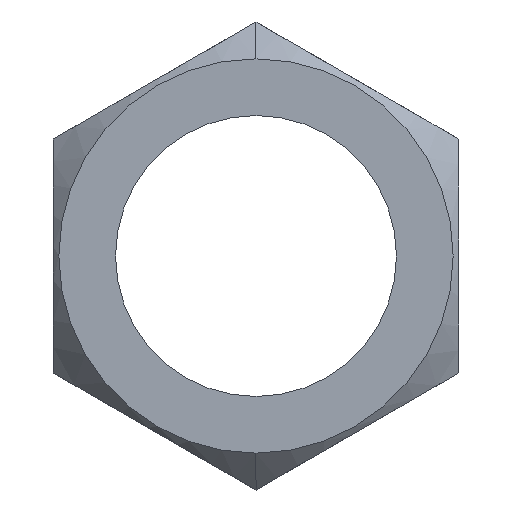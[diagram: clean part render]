
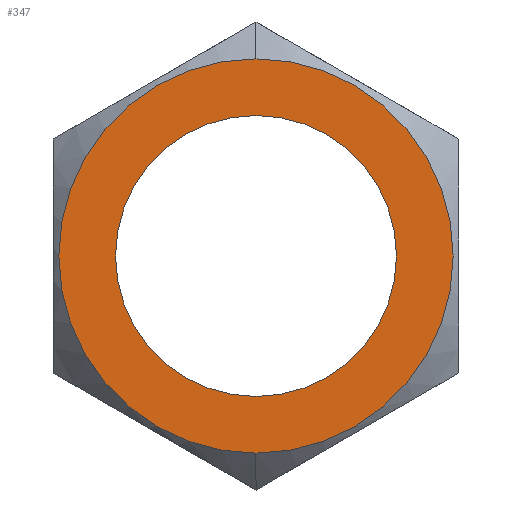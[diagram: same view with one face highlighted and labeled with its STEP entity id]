
A CAD part, left-side view. The second image highlights one B-rep face of the part: STEP entity #347.
In plain terms, the highlighted planar face has unit normal (-1, 0, 0).
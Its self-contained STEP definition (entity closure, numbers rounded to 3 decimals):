
#85 = AXIS2_PLACEMENT_3D ( 'NONE', #240, #1761, #872 ) ;
#130 = CARTESIAN_POINT ( 'NONE',  ( -14.75, 0., -42.807 ) ) ;
#142 = CARTESIAN_POINT ( 'NONE',  ( -14.75, 0., 0. ) ) ;
#240 = CARTESIAN_POINT ( 'NONE',  ( -14.75, 0., 0. ) ) ;
#259 = EDGE_CURVE ( 'NONE', #2468, #3340, #3766, .T. ) ;
#347 = ADVANCED_FACE ( 'NONE', ( #2015, #600 ), #2911, .F. ) ;
#600 = FACE_OUTER_BOUND ( 'NONE', #2824, .T. ) ;
#760 = EDGE_CURVE ( 'NONE', #3039, #2419, #3332, .T. ) ;
#865 = AXIS2_PLACEMENT_3D ( 'NONE', #142, #3024, #1272 ) ;
#872 = DIRECTION ( 'NONE',  ( 0., 0., -1. ) ) ;
#882 = CARTESIAN_POINT ( 'NONE',  ( -14.75, 0., 30.5 ) ) ;
#907 = ORIENTED_EDGE ( 'NONE', *, *, #2120, .T. ) ;
#929 = EDGE_CURVE ( 'NONE', #2419, #3039, #1247, .T. ) ;
#965 = DIRECTION ( 'NONE',  ( 0., 0., -1. ) ) ;
#1076 = CARTESIAN_POINT ( 'NONE',  ( -14.75, 0., 0. ) ) ;
#1128 = AXIS2_PLACEMENT_3D ( 'NONE', #2420, #1538, #2712 ) ;
#1182 = CARTESIAN_POINT ( 'NONE',  ( -14.75, 0., 0. ) ) ;
#1247 = CIRCLE ( 'NONE', #1488, 30.5 ) ;
#1265 = ORIENTED_EDGE ( 'NONE', *, *, #259, .T. ) ;
#1272 = DIRECTION ( 'NONE',  ( 0., 0., 1. ) ) ;
#1473 = CARTESIAN_POINT ( 'NONE',  ( -14.75, 0., 42.807 ) ) ;
#1488 = AXIS2_PLACEMENT_3D ( 'NONE', #1076, #2240, #2220 ) ;
#1538 = DIRECTION ( 'NONE',  ( -1., 0., 0. ) ) ;
#1617 = AXIS2_PLACEMENT_3D ( 'NONE', #1182, #3547, #965 ) ;
#1761 = DIRECTION ( 'NONE',  ( 1., 0., 0. ) ) ;
#1801 = EDGE_LOOP ( 'NONE', ( #1829, #3614 ) ) ;
#1829 = ORIENTED_EDGE ( 'NONE', *, *, #929, .T. ) ;
#2015 = FACE_BOUND ( 'NONE', #1801, .T. ) ;
#2120 = EDGE_CURVE ( 'NONE', #3340, #2468, #2851, .T. ) ;
#2220 = DIRECTION ( 'NONE',  ( 0., 0., -1. ) ) ;
#2240 = DIRECTION ( 'NONE',  ( 1., 0., 0. ) ) ;
#2419 = VERTEX_POINT ( 'NONE', #882 ) ;
#2420 = CARTESIAN_POINT ( 'NONE',  ( -14.75, 0., 0. ) ) ;
#2468 = VERTEX_POINT ( 'NONE', #1473 ) ;
#2712 = DIRECTION ( 'NONE',  ( 0., 0., 1. ) ) ;
#2824 = EDGE_LOOP ( 'NONE', ( #907, #1265 ) ) ;
#2851 = CIRCLE ( 'NONE', #865, 42.807 ) ;
#2911 = PLANE ( 'NONE',  #85 ) ;
#3024 = DIRECTION ( 'NONE',  ( -1., 0., 0. ) ) ;
#3039 = VERTEX_POINT ( 'NONE', #3149 ) ;
#3149 = CARTESIAN_POINT ( 'NONE',  ( -14.75, 0., -30.5 ) ) ;
#3332 = CIRCLE ( 'NONE', #1617, 30.5 ) ;
#3340 = VERTEX_POINT ( 'NONE', #130 ) ;
#3547 = DIRECTION ( 'NONE',  ( 1., 0., 0. ) ) ;
#3614 = ORIENTED_EDGE ( 'NONE', *, *, #760, .T. ) ;
#3766 = CIRCLE ( 'NONE', #1128, 42.807 ) ;
